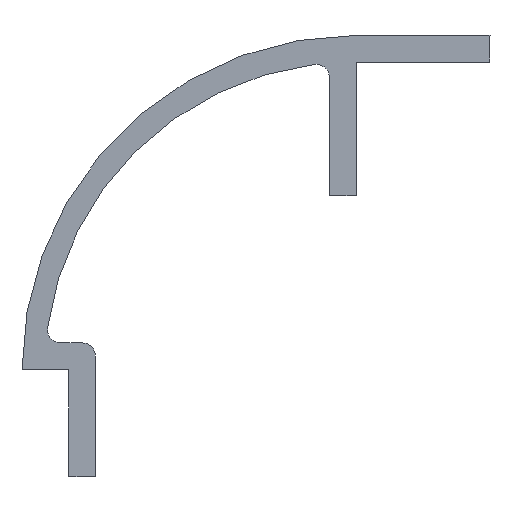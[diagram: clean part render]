
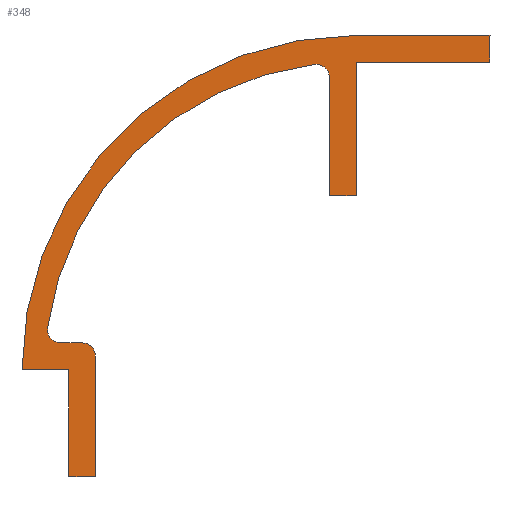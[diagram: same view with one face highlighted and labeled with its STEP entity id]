
A CAD part, front view. The second image highlights one B-rep face of the part: STEP entity #348.
In plain terms, the highlighted planar face has unit normal (0, -1, 0).
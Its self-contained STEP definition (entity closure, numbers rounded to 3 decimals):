
#27=PLANE('',#390);
#45=FACE_OUTER_BOUND('',#63,.T.);
#63=EDGE_LOOP('',(#310,#311,#312,#313,#314,#315,#316,#317,#318,#319,#320,
#321,#322,#323,#324,#325));
#70=LINE('',#514,#108);
#71=LINE('',#517,#109);
#84=LINE('',#547,#122);
#86=LINE('',#551,#124);
#88=LINE('',#555,#126);
#91=LINE('',#563,#129);
#93=LINE('',#567,#131);
#95=LINE('',#571,#133);
#97=LINE('',#575,#135);
#99=LINE('',#578,#137);
#101=LINE('',#584,#139);
#108=VECTOR('',#419,10.);
#109=VECTOR('',#422,10.);
#122=VECTOR('',#443,10.);
#124=VECTOR('',#447,10.);
#126=VECTOR('',#451,10.);
#129=VECTOR('',#460,10.);
#131=VECTOR('',#464,10.);
#133=VECTOR('',#468,10.);
#135=VECTOR('',#472,10.);
#137=VECTOR('',#476,10.);
#139=VECTOR('',#484,10.);
#141=CIRCLE('',#365,1.);
#143=CIRCLE('',#368,23.);
#145=CIRCLE('',#371,1.);
#148=CIRCLE('',#381,25.);
#149=CIRCLE('',#388,1.);
#152=VERTEX_POINT('',#492);
#153=VERTEX_POINT('',#494);
#155=VERTEX_POINT('',#500);
#157=VERTEX_POINT('',#506);
#159=VERTEX_POINT('',#512);
#160=VERTEX_POINT('',#516);
#172=VERTEX_POINT('',#544);
#173=VERTEX_POINT('',#546);
#174=VERTEX_POINT('',#550);
#175=VERTEX_POINT('',#554);
#176=VERTEX_POINT('',#558);
#177=VERTEX_POINT('',#562);
#178=VERTEX_POINT('',#566);
#179=VERTEX_POINT('',#570);
#180=VERTEX_POINT('',#574);
#181=VERTEX_POINT('',#580);
#184=EDGE_CURVE('',#152,#153,#141,.T.);
#188=EDGE_CURVE('',#152,#155,#143,.F.);
#191=EDGE_CURVE('',#157,#155,#145,.T.);
#194=EDGE_CURVE('',#157,#159,#70,.T.);
#195=EDGE_CURVE('',#160,#153,#71,.T.);
#210=EDGE_CURVE('',#173,#172,#84,.T.);
#212=EDGE_CURVE('',#174,#173,#86,.T.);
#214=EDGE_CURVE('',#175,#174,#88,.T.);
#216=EDGE_CURVE('',#176,#175,#148,.T.);
#218=EDGE_CURVE('',#177,#176,#91,.T.);
#220=EDGE_CURVE('',#178,#177,#93,.T.);
#222=EDGE_CURVE('',#179,#178,#95,.T.);
#224=EDGE_CURVE('',#180,#179,#97,.T.);
#226=EDGE_CURVE('',#159,#180,#99,.T.);
#227=EDGE_CURVE('',#181,#160,#149,.T.);
#229=EDGE_CURVE('',#172,#181,#101,.T.);
#310=ORIENTED_EDGE('',*,*,#195,.T.);
#311=ORIENTED_EDGE('',*,*,#184,.F.);
#312=ORIENTED_EDGE('',*,*,#188,.T.);
#313=ORIENTED_EDGE('',*,*,#191,.F.);
#314=ORIENTED_EDGE('',*,*,#194,.T.);
#315=ORIENTED_EDGE('',*,*,#226,.T.);
#316=ORIENTED_EDGE('',*,*,#224,.T.);
#317=ORIENTED_EDGE('',*,*,#222,.T.);
#318=ORIENTED_EDGE('',*,*,#220,.T.);
#319=ORIENTED_EDGE('',*,*,#218,.T.);
#320=ORIENTED_EDGE('',*,*,#216,.T.);
#321=ORIENTED_EDGE('',*,*,#214,.T.);
#322=ORIENTED_EDGE('',*,*,#212,.T.);
#323=ORIENTED_EDGE('',*,*,#210,.T.);
#324=ORIENTED_EDGE('',*,*,#229,.T.);
#325=ORIENTED_EDGE('',*,*,#227,.T.);
#348=ADVANCED_FACE('',(#45),#27,.T.);
#365=AXIS2_PLACEMENT_3D('',#495,#398,#399);
#368=AXIS2_PLACEMENT_3D('',#502,#406,#407);
#371=AXIS2_PLACEMENT_3D('',#508,#413,#414);
#381=AXIS2_PLACEMENT_3D('',#559,#455,#456);
#388=AXIS2_PLACEMENT_3D('',#581,#479,#480);
#390=AXIS2_PLACEMENT_3D('',#585,#485,#486);
#398=DIRECTION('center_axis',(0.,-1.,0.));
#399=DIRECTION('ref_axis',(-0.754,0.,-0.657));
#406=DIRECTION('center_axis',(0.,-1.,0.));
#407=DIRECTION('ref_axis',(-0.129,0.,0.992));
#413=DIRECTION('center_axis',(0.,-1.,0.));
#414=DIRECTION('ref_axis',(0.662,0.,0.749));
#419=DIRECTION('',(0.,0.,-1.));
#422=DIRECTION('',(-1.,0.,0.));
#443=DIRECTION('',(1.,0.,0.));
#447=DIRECTION('',(0.,0.,-1.));
#451=DIRECTION('',(1.,0.,0.));
#455=DIRECTION('center_axis',(0.,-1.,0.));
#456=DIRECTION('ref_axis',(0.,0.,1.));
#460=DIRECTION('',(-1.,0.,0.));
#464=DIRECTION('',(0.,0.,1.));
#468=DIRECTION('',(1.,0.,0.));
#472=DIRECTION('',(0.,0.,1.));
#476=DIRECTION('',(1.,0.,0.));
#479=DIRECTION('center_axis',(0.,-1.,0.));
#480=DIRECTION('ref_axis',(1.,0.,0.));
#484=DIRECTION('',(0.,0.,1.));
#485=DIRECTION('center_axis',(0.,-1.,0.));
#486=DIRECTION('ref_axis',(1.,0.,0.));
#492=CARTESIAN_POINT('',(40.277,-111.959,169.614));
#494=CARTESIAN_POINT('',(41.268,-111.959,168.478));
#495=CARTESIAN_POINT('Origin',(41.268,-111.959,169.478));
#500=CARTESIAN_POINT('',(60.24,-111.959,189.304));
#502=CARTESIAN_POINT('Origin',(63.063,-111.959,166.478));
#506=CARTESIAN_POINT('',(61.363,-111.959,188.311));
#508=CARTESIAN_POINT('Origin',(60.363,-111.959,188.311));
#512=CARTESIAN_POINT('',(61.363,-111.959,179.478));
#514=CARTESIAN_POINT('',(61.363,-111.959,179.478));
#516=CARTESIAN_POINT('',(42.863,-111.959,168.478));
#517=CARTESIAN_POINT('',(42.863,-111.959,168.478));
#544=CARTESIAN_POINT('',(43.863,-111.959,158.478));
#546=CARTESIAN_POINT('',(41.863,-111.959,158.478));
#547=CARTESIAN_POINT('',(43.863,-111.959,158.478));
#550=CARTESIAN_POINT('',(41.863,-111.959,166.478));
#551=CARTESIAN_POINT('',(41.863,-111.959,158.478));
#554=CARTESIAN_POINT('',(38.363,-111.959,166.478));
#555=CARTESIAN_POINT('',(38.363,-111.959,166.478));
#558=CARTESIAN_POINT('',(63.363,-111.959,191.478));
#559=CARTESIAN_POINT('Origin',(63.363,-111.959,166.478));
#562=CARTESIAN_POINT('',(73.363,-111.959,191.478));
#563=CARTESIAN_POINT('',(63.363,-111.959,191.478));
#566=CARTESIAN_POINT('',(73.363,-111.959,189.478));
#567=CARTESIAN_POINT('',(73.363,-111.959,189.478));
#570=CARTESIAN_POINT('',(63.363,-111.959,189.478));
#571=CARTESIAN_POINT('',(63.363,-111.959,189.478));
#574=CARTESIAN_POINT('',(63.363,-111.959,179.478));
#575=CARTESIAN_POINT('',(63.363,-111.959,179.478));
#578=CARTESIAN_POINT('',(61.363,-111.959,179.478));
#580=CARTESIAN_POINT('',(43.863,-111.959,167.478));
#581=CARTESIAN_POINT('Origin',(42.863,-111.959,167.478));
#584=CARTESIAN_POINT('',(43.863,-111.959,166.478));
#585=CARTESIAN_POINT('Origin',(55.863,-111.959,174.978));
